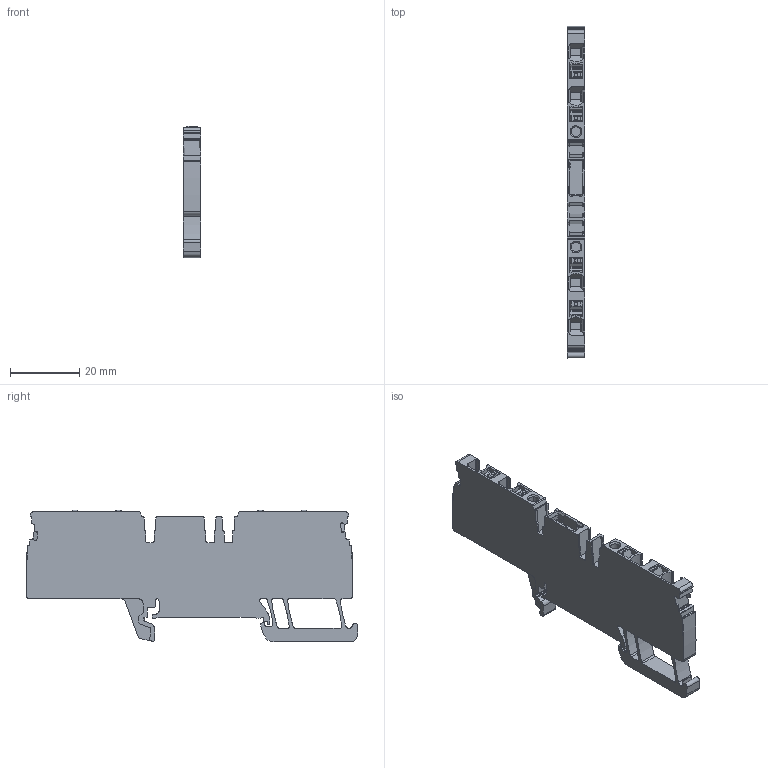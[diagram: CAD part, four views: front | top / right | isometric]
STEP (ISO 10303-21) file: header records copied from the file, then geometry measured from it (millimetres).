
FILE_DESCRIPTION(('CATIA V5 STEP Exchange','CAx-IF Rec.Pracs.--- Model Styling and Organization---1.5--- 2016-08-15','CAx-IF Rec.Pracs.---Supplemental Geometry---1.0---2011-11-01','CAx-IF Rec.Pracs.--- Composite Materials ---1.1---2010-07-15'),'2;1');
FILE_NAME ('D1614537_1', '2024-06-06T06:38:08+00:00', ('none'), ('Weidmueller'), 'CATIA Version 5-6 Release 2022 SP4 HF5', 'CATIA V5 STEP AP214 v3', 'none');
FILE_SCHEMA(('AUTOMOTIVE_DESIGN { 1 0 10303 214 1 1 1 1 }'));
Length unit declared in the file: millimetre
Products named in the file (1): 2983740000
Bounding box: 5.1 x 96.14 x 38.1 mm (x, y, z)
Volume: 12032.1 mm3; surface area: 8741 mm2
Topology: 1 solids, 1 shells, 1019 faces, 2856 edges, 1851 vertices
Faces by surface type: cylinder 430, plane 380, extrusion 132, bspline 38, torus 33, cone 4, sphere 2
Entity records: 35799 total; most frequent: CARTESIAN_POINT 10718, ORIENTED_EDGE 5708, DIRECTION 4038, EDGE_CURVE 2854, VERTEX_POINT 1851, VECTOR 1831, LINE 1699, AXIS2_PLACEMENT_3D 1441
